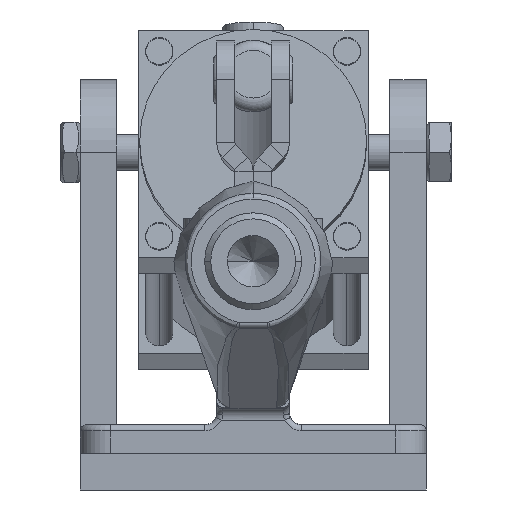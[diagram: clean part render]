
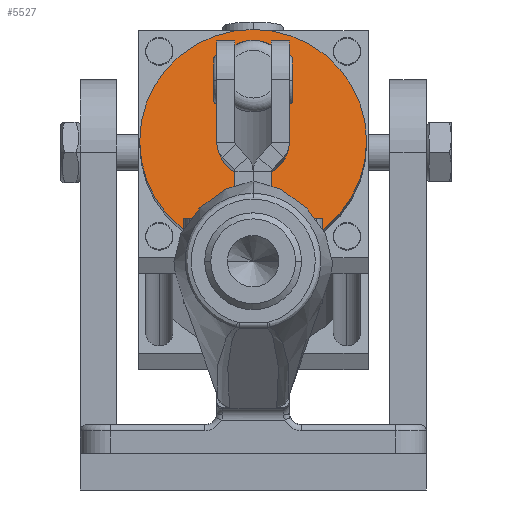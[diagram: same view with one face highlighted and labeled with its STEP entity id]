
A CAD part, left-side view. The second image highlights one B-rep face of the part: STEP entity #5527.
In plain terms, the highlighted face is planar.
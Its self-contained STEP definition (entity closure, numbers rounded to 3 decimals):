
#811 = VERTEX_POINT ( 'NONE', #1787 ) ;
#815 = VERTEX_POINT ( 'NONE', #1791 ) ;
#868 = VERTEX_POINT ( 'NONE', #19048 ) ;
#1787 = CARTESIAN_POINT ( 'NONE',  ( 0., 0., -6. ) ) ;
#1791 = CARTESIAN_POINT ( 'NONE',  ( 0., 0., 18.75 ) ) ;
#5527 = ADVANCED_FACE ( 'NONE', ( #7749, #7752 ), #27212, .F. ) ;
#7749 = FACE_BOUND ( 'NONE', #20506, .T. ) ;
#7752 = FACE_OUTER_BOUND ( 'NONE', #20497, .T. ) ;
#9147 = AXIS2_PLACEMENT_3D ( 'NONE', #14742, #14743, #14744 ) ;
#9151 = AXIS2_PLACEMENT_3D ( 'NONE', #14763, #14764, #14765 ) ;
#9207 = AXIS2_PLACEMENT_3D ( 'NONE', #18210, #18211, #18212 ) ;
#9208 = AXIS2_PLACEMENT_3D ( 'NONE', #18213, #18214, #18215 ) ;
#10253 = VERTEX_POINT ( 'NONE', #21309 ) ;
#13799 = AXIS2_PLACEMENT_3D ( 'NONE', #27213, #27218, #27219 ) ;
#14742 = CARTESIAN_POINT ( 'NONE',  ( 0., 0., 0. ) ) ;
#14743 = DIRECTION ( 'NONE',  ( -1., 0., 0. ) ) ;
#14744 = DIRECTION ( 'NONE',  ( 0., 0., 1. ) ) ;
#14763 = CARTESIAN_POINT ( 'NONE',  ( 0., 0., 0. ) ) ;
#14764 = DIRECTION ( 'NONE',  ( -1., 0., 0. ) ) ;
#14765 = DIRECTION ( 'NONE',  ( 0., 0., 1. ) ) ;
#16444 = CIRCLE ( 'NONE', #9147, 6. ) ;
#16456 = CIRCLE ( 'NONE', #9151, 18.75 ) ;
#16692 = CIRCLE ( 'NONE', #9207, 6. ) ;
#16693 = CIRCLE ( 'NONE', #9208, 18.75 ) ;
#18210 = CARTESIAN_POINT ( 'NONE',  ( 0., 0., 0. ) ) ;
#18211 = DIRECTION ( 'NONE',  ( -1., 0., 0. ) ) ;
#18212 = DIRECTION ( 'NONE',  ( 0., 0., 1. ) ) ;
#18213 = CARTESIAN_POINT ( 'NONE',  ( 0., 0., 0. ) ) ;
#18214 = DIRECTION ( 'NONE',  ( -1., 0., 0. ) ) ;
#18215 = DIRECTION ( 'NONE',  ( 0., 0., 1. ) ) ;
#19048 = CARTESIAN_POINT ( 'NONE',  ( 0., 0., -18.75 ) ) ;
#20497 = EDGE_LOOP ( 'NONE', ( #32048, #31990 ) ) ;
#20506 = EDGE_LOOP ( 'NONE', ( #32089, #31982 ) ) ;
#21309 = CARTESIAN_POINT ( 'NONE',  ( 0., 0., 6. ) ) ;
#27212 = PLANE ( 'NONE',  #13799 ) ;
#27213 = CARTESIAN_POINT ( 'NONE',  ( 0., 0., 0. ) ) ;
#27218 = DIRECTION ( 'NONE',  ( 1., 0., 0. ) ) ;
#27219 = DIRECTION ( 'NONE',  ( 0., 0., -1. ) ) ;
#28893 = EDGE_CURVE ( 'NONE', #811, #10253, #16444, .T. ) ;
#28901 = EDGE_CURVE ( 'NONE', #815, #868, #16456, .T. ) ;
#29226 = EDGE_CURVE ( 'NONE', #10253, #811, #16692, .T. ) ;
#29227 = EDGE_CURVE ( 'NONE', #868, #815, #16693, .T. ) ;
#31982 = ORIENTED_EDGE ( 'NONE', *, *, #28893, .F. ) ;
#31990 = ORIENTED_EDGE ( 'NONE', *, *, #29227, .T. ) ;
#32048 = ORIENTED_EDGE ( 'NONE', *, *, #28901, .T. ) ;
#32089 = ORIENTED_EDGE ( 'NONE', *, *, #29226, .F. ) ;
